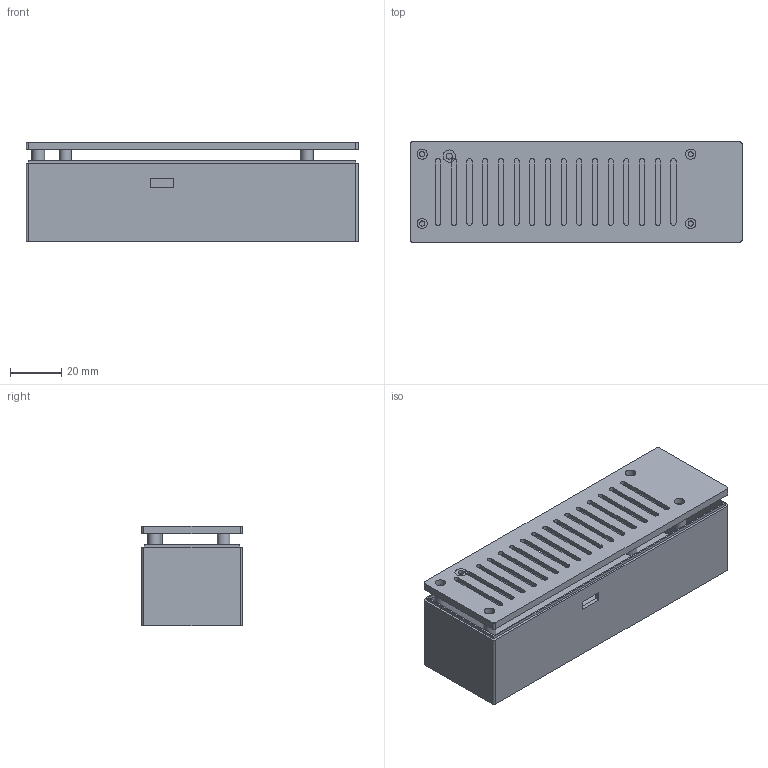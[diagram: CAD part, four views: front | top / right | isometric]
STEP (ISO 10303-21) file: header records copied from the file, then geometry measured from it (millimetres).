
FILE_DESCRIPTION(('FreeCAD Model'),'2;1');
FILE_NAME('Open CASCADE Shape Model','2024-12-24T06:49:55',(''),(''), 'Open CASCADE STEP processor 7.8','FreeCAD','Unknown');
FILE_SCHEMA(('AUTOMOTIVE_DESIGN { 1 0 10303 214 1 1 1 1 }'));
Length unit declared in the file: millimetre
Products named in the file (3): esp32_a76xx_with_battery_2_sma; Case top; Case bottom
Assembly tree (2 placements, depth 2):
  esp32_a76xx_with_battery_2_sma
    Case top
    Case bottom
Bounding box: 129.8 x 39.2 x 39 mm (x, y, z)
Volume: 30663.4 mm3; surface area: 44721.7 mm2
Topology: 2 solids, 2 shells, 159 faces, 401 edges, 265 vertices
Faces by surface type: plane 92, cylinder 67
Full cylindrical faces by diameter (mm): 2 x8, 2.4 x2, 4 x4, 4.8 x1, 5 x8, 7 x2
Entity records: 4967 total; most frequent: DIRECTION 863, CARTESIAN_POINT 828, ORIENTED_EDGE 802, EDGE_CURVE 401, AXIS2_PLACEMENT_3D 300, VERTEX_POINT 265, LINE 263, VECTOR 263
